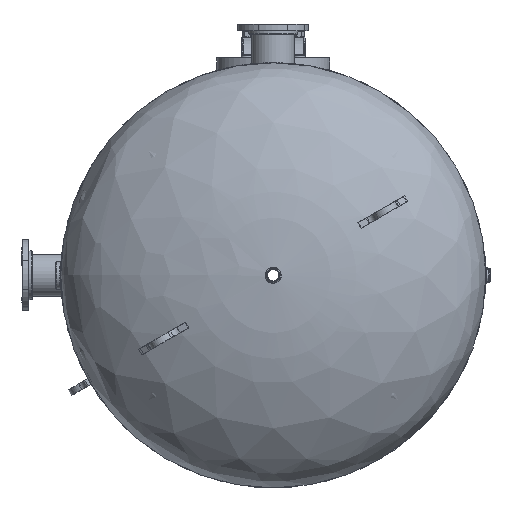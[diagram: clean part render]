
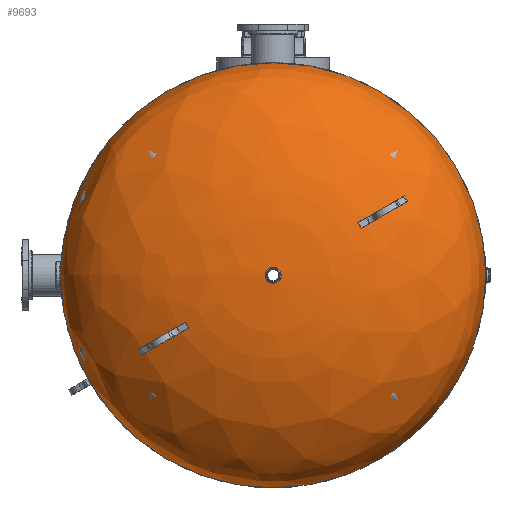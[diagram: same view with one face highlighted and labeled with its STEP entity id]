
A CAD part, left-side view. The second image highlights one B-rep face of the part: STEP entity #9693.
In plain terms, the highlighted free-form (B-spline) face has degree [2, 2] with [3, 9] control points.
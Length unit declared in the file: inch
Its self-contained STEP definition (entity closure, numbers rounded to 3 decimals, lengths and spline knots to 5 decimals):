
#191=ELLIPSE('',#10603,33.,16.6875);
#682=CIRCLE('',#10601,33.);
#683=CIRCLE('',#10602,33.);
#2950=FACE_OUTER_BOUND('',#3507,.T.);
#3507=EDGE_LOOP('',(#6987,#6988,#6989,#6990,#6991,#6992));
#4115=B_SPLINE_CURVE_WITH_KNOTS('',3,(#15590,#15591,#15592,#15593,#15594,
#15595,#15596,#15597,#15598,#15599,#15600,#15601,#15602,#15603,#15604,#15605,
#15606,#15607,#15608,#15609,#15610,#15611,#15612,#15613,#15614,#15615,#15616,
#15617,#15618,#15619,#15620),.UNSPECIFIED.,.F.,.F.,(4,2,2,2,2,2,2,3,2,2,
2,2,2,2,4),(-6.00344,-5.95342,-4.96118,-3.96895,
-2.97671,-1.98447,-0.99224,0.,0.5618,
1.12359,2.11583,3.10807,4.1003,5.09254,
6.00138),.UNSPECIFIED.);
#4116=B_SPLINE_CURVE_WITH_KNOTS('',3,(#15621,#15622,#15623,#15624,#15625,
#15626,#15627,#15628,#15629,#15630,#15631,#15632),.UNSPECIFIED.,.F.,.F.,
(4,2,2,2,2,4),(6.00138,6.08478,7.07701,8.06925,
9.06149,10.0037),.UNSPECIFIED.);
#4413=VERTEX_POINT('',#15588);
#4414=VERTEX_POINT('',#15589);
#4435=VERTEX_POINT('',#15949);
#4436=VERTEX_POINT('',#15950);
#5402=EDGE_CURVE('',#4413,#4414,#4115,.T.);
#5403=EDGE_CURVE('',#4414,#4413,#4116,.T.);
#5432=EDGE_CURVE('',#4435,#4436,#682,.T.);
#5433=EDGE_CURVE('',#4436,#4435,#683,.T.);
#5435=EDGE_CURVE('',#4435,#4413,#191,.T.);
#6987=ORIENTED_EDGE('',*,*,#5402,.T.);
#6988=ORIENTED_EDGE('',*,*,#5403,.T.);
#6989=ORIENTED_EDGE('',*,*,#5435,.F.);
#6990=ORIENTED_EDGE('',*,*,#5432,.T.);
#6991=ORIENTED_EDGE('',*,*,#5433,.T.);
#6992=ORIENTED_EDGE('',*,*,#5435,.T.);
#9643=(
BOUNDED_SURFACE()
B_SPLINE_SURFACE(2,2,((#15954,#15955,#15956,#15957,#15958,#15959,#15960,
#15961,#15962),(#15963,#15964,#15965,#15966,#15967,#15968,#15969,#15970,
#15971),(#15972,#15973,#15974,#15975,#15976,#15977,#15978,#15979,#15980)),
 .UNSPECIFIED.,.F.,.T.,.F.)
B_SPLINE_SURFACE_WITH_KNOTS((3,3),(3,2,2,2,3),(-1.5708,0.),
(0.,1.5708,3.14159,4.71239,6.28319),
 .UNSPECIFIED.)
GEOMETRIC_REPRESENTATION_ITEM()
RATIONAL_B_SPLINE_SURFACE(((1.,0.707,1.,0.707,1.,
0.707,1.,0.707,1.),(0.707,0.5,0.707,
0.5,0.707,0.5,0.707,0.5,0.707),(1.,
0.707,1.,0.707,1.,0.707,1.,0.707,
1.)))
REPRESENTATION_ITEM('')
SURFACE()
);
#9693=ADVANCED_FACE('',(#2950),#9643,.T.);
#10601=AXIS2_PLACEMENT_3D('',#15951,#11722,#11723);
#10602=AXIS2_PLACEMENT_3D('',#15952,#11724,#11725);
#10603=AXIS2_PLACEMENT_3D('',#15981,#11727,#11728);
#11722=DIRECTION('center_axis',(0.,0.,
1.));
#11723=DIRECTION('ref_axis',(1.,0.,0.));
#11724=DIRECTION('center_axis',(0.,0.,
1.));
#11725=DIRECTION('ref_axis',(1.,0.,0.));
#11727=DIRECTION('center_axis',(-1.,0.,0.));
#11728=DIRECTION('ref_axis',(0.,-1.,0.));
#15588=CARTESIAN_POINT('',(0.,-1.,18.43234));
#15589=CARTESIAN_POINT('',(1.,0.,18.43234));
#15590=CARTESIAN_POINT('Ctrl Pts',(0.,-1.,
18.43234));
#15591=CARTESIAN_POINT('Ctrl Pts',(-0.00656,-1.,
18.43234));
#15592=CARTESIAN_POINT('Ctrl Pts',(-0.01312,-0.99994,
18.43234));
#15593=CARTESIAN_POINT('Ctrl Pts',(-0.14987,-0.99724,
18.43234));
#15594=CARTESIAN_POINT('Ctrl Pts',(-0.27832,-0.96928,
18.43234));
#15595=CARTESIAN_POINT('Ctrl Pts',(-0.51726,-0.86568,
18.43234));
#15596=CARTESIAN_POINT('Ctrl Pts',(-0.62547,-0.79104,
18.43234));
#15597=CARTESIAN_POINT('Ctrl Pts',(-0.80718,-0.60449,
18.43234));
#15598=CARTESIAN_POINT('Ctrl Pts',(-0.87896,-0.49436,
18.43234));
#15599=CARTESIAN_POINT('Ctrl Pts',(-0.97625,-0.25278,
18.43234));
#15600=CARTESIAN_POINT('Ctrl Pts',(-1.00083,-0.12365,
18.43234));
#15601=CARTESIAN_POINT('Ctrl Pts',(-0.99912,0.13677,
18.43234));
#15602=CARTESIAN_POINT('Ctrl Pts',(-0.97284,0.26557,
18.43234));
#15603=CARTESIAN_POINT('Ctrl Pts',(-0.87239,0.50585,
18.43234));
#15604=CARTESIAN_POINT('Ctrl Pts',(-0.79918,0.61503,
18.43234));
#15605=CARTESIAN_POINT('Ctrl Pts',(-0.70711,0.70711,
18.43234));
#15606=CARTESIAN_POINT('Ctrl Pts',(-0.65497,0.75924,
18.43234));
#15607=CARTESIAN_POINT('Ctrl Pts',(-0.59724,0.80545,
18.43234));
#15608=CARTESIAN_POINT('Ctrl Pts',(-0.47265,0.88433,
18.43234));
#15609=CARTESIAN_POINT('Ctrl Pts',(-0.40619,0.91676,
18.43234));
#15610=CARTESIAN_POINT('Ctrl Pts',(-0.21416,0.98544,
18.43234));
#15611=CARTESIAN_POINT('Ctrl Pts',(-0.08416,1.00492,
18.43234));
#15612=CARTESIAN_POINT('Ctrl Pts',(0.17599,0.99297,
18.43234));
#15613=CARTESIAN_POINT('Ctrl Pts',(0.30366,0.96164,
18.43234));
#15614=CARTESIAN_POINT('Ctrl Pts',(0.5398,0.85181,
18.43234));
#15615=CARTESIAN_POINT('Ctrl Pts',(0.64601,0.77436,
18.43234));
#15616=CARTESIAN_POINT('Ctrl Pts',(0.82277,0.5831,18.43234));
#15617=CARTESIAN_POINT('Ctrl Pts',(0.89163,0.47112,
18.43234));
#15618=CARTESIAN_POINT('Ctrl Pts',(0.97872,0.23733,
18.43234));
#15619=CARTESIAN_POINT('Ctrl Pts',(1.,0.1191,18.43234));
#15620=CARTESIAN_POINT('Ctrl Pts',(1.,0.,18.43234));
#15621=CARTESIAN_POINT('Ctrl Pts',(1.,0.,
18.43234));
#15622=CARTESIAN_POINT('Ctrl Pts',(1.,-0.01093,
18.43234));
#15623=CARTESIAN_POINT('Ctrl Pts',(0.99982,-0.02186,
18.43234));
#15624=CARTESIAN_POINT('Ctrl Pts',(0.99519,-0.16295,
18.43234));
#15625=CARTESIAN_POINT('Ctrl Pts',(0.96554,-0.29101,18.43234));
#15626=CARTESIAN_POINT('Ctrl Pts',(0.85882,-0.52857,
18.43234));
#15627=CARTESIAN_POINT('Ctrl Pts',(0.78277,-0.63579,
18.43234));
#15628=CARTESIAN_POINT('Ctrl Pts',(0.59385,-0.81505,
18.43234));
#15629=CARTESIAN_POINT('Ctrl Pts',(0.48278,-0.88537,
18.43234));
#15630=CARTESIAN_POINT('Ctrl Pts',(0.24607,-0.97711,
18.43234));
#15631=CARTESIAN_POINT('Ctrl Pts',(0.12354,-1.,
18.43234));
#15632=CARTESIAN_POINT('Ctrl Pts',(0.,-1.,
18.43234));
#15949=CARTESIAN_POINT('',(0.,-33.,1.7525));
#15950=CARTESIAN_POINT('',(0.,33.,1.7525));
#15951=CARTESIAN_POINT('Origin',(0.,0.,
1.7525));
#15952=CARTESIAN_POINT('Origin',(0.,0.,
1.7525));
#15954=CARTESIAN_POINT('Ctrl Pts',(0.,0.,
18.44));
#15955=CARTESIAN_POINT('Ctrl Pts',(0.,0.,
18.44));
#15956=CARTESIAN_POINT('Ctrl Pts',(0.,0.,
18.44));
#15957=CARTESIAN_POINT('Ctrl Pts',(0.,0.,
18.44));
#15958=CARTESIAN_POINT('Ctrl Pts',(0.,0.,
18.44));
#15959=CARTESIAN_POINT('Ctrl Pts',(0.,0.,
18.44));
#15960=CARTESIAN_POINT('Ctrl Pts',(0.,0.,
18.44));
#15961=CARTESIAN_POINT('Ctrl Pts',(0.,0.,
18.44));
#15962=CARTESIAN_POINT('Ctrl Pts',(0.,0.,
18.44));
#15963=CARTESIAN_POINT('Ctrl Pts',(0.,-33.,18.44));
#15964=CARTESIAN_POINT('Ctrl Pts',(33.,-33.,18.44));
#15965=CARTESIAN_POINT('Ctrl Pts',(33.,0.,18.44));
#15966=CARTESIAN_POINT('Ctrl Pts',(33.,33.,18.44));
#15967=CARTESIAN_POINT('Ctrl Pts',(0.,33.,18.44));
#15968=CARTESIAN_POINT('Ctrl Pts',(-33.,33.,18.44));
#15969=CARTESIAN_POINT('Ctrl Pts',(-33.,0.,18.44));
#15970=CARTESIAN_POINT('Ctrl Pts',(-33.,-33.,18.44));
#15971=CARTESIAN_POINT('Ctrl Pts',(0.,-33.,18.44));
#15972=CARTESIAN_POINT('Ctrl Pts',(0.,-33.,1.7525));
#15973=CARTESIAN_POINT('Ctrl Pts',(33.,-33.,1.7525));
#15974=CARTESIAN_POINT('Ctrl Pts',(33.,0.,1.7525));
#15975=CARTESIAN_POINT('Ctrl Pts',(33.,33.,1.7525));
#15976=CARTESIAN_POINT('Ctrl Pts',(0.,33.,1.7525));
#15977=CARTESIAN_POINT('Ctrl Pts',(-33.,33.,1.7525));
#15978=CARTESIAN_POINT('Ctrl Pts',(-33.,0.,1.7525));
#15979=CARTESIAN_POINT('Ctrl Pts',(-33.,-33.,1.7525));
#15980=CARTESIAN_POINT('Ctrl Pts',(0.,-33.,1.7525));
#15981=CARTESIAN_POINT('Origin',(0.,0.,
1.7525));
